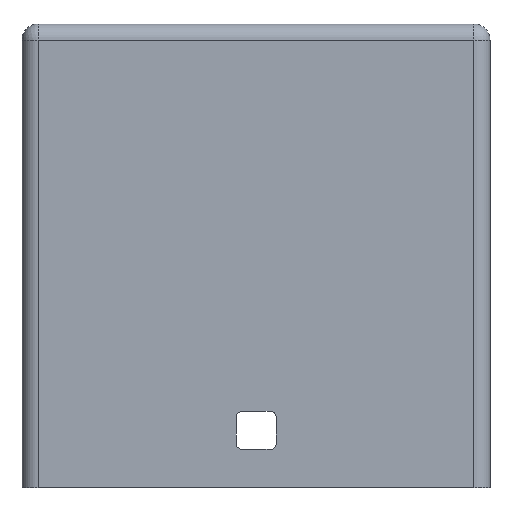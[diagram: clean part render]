
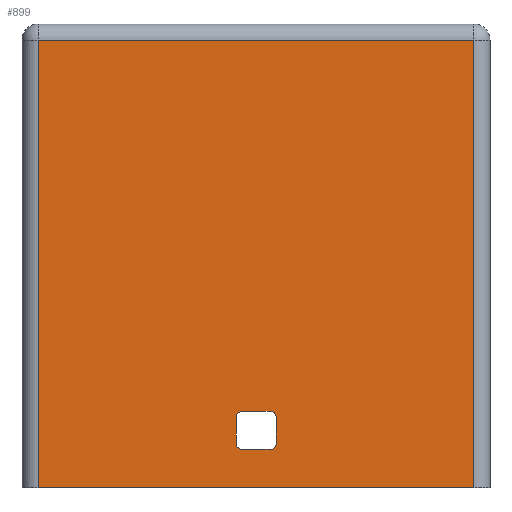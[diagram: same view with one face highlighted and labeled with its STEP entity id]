
A CAD part, left-side view. The second image highlights one B-rep face of the part: STEP entity #899.
In plain terms, the highlighted planar face has unit normal (-1, 0, 0).
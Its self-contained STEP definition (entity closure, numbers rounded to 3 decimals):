
#22=FACE_BOUND('',#169,.T.);
#51=CIRCLE('',#937,1.5);
#53=CIRCLE('',#941,1.5);
#55=CIRCLE('',#945,1.5);
#57=CIRCLE('',#949,1.5);
#117=FACE_OUTER_BOUND('',#168,.T.);
#168=EDGE_LOOP('',(#745,#746,#747,#748));
#169=EDGE_LOOP('',(#749,#750,#751,#752,#753,#754,#755,#756));
#212=LINE('',#1339,#302);
#216=LINE('',#1351,#306);
#219=LINE('',#1362,#309);
#222=LINE('',#1371,#312);
#260=LINE('',#1538,#350);
#261=LINE('',#1542,#351);
#262=LINE('',#1548,#352);
#264=LINE('',#1553,#354);
#302=VECTOR('',#1062,10.);
#306=VECTOR('',#1074,10.);
#309=VECTOR('',#1085,10.);
#312=VECTOR('',#1096,10.);
#350=VECTOR('',#1206,10.);
#351=VECTOR('',#1211,10.);
#352=VECTOR('',#1220,10.);
#354=VECTOR('',#1226,10.);
#387=VERTEX_POINT('',#1329);
#388=VERTEX_POINT('',#1331);
#390=VERTEX_POINT('',#1337);
#392=VERTEX_POINT('',#1343);
#394=VERTEX_POINT('',#1349);
#397=VERTEX_POINT('',#1356);
#398=VERTEX_POINT('',#1358);
#400=VERTEX_POINT('',#1367);
#440=VERTEX_POINT('',#1535);
#441=VERTEX_POINT('',#1537);
#442=VERTEX_POINT('',#1541);
#443=VERTEX_POINT('',#1547);
#473=EDGE_CURVE('',#387,#388,#51,.T.);
#477=EDGE_CURVE('',#387,#390,#212,.T.);
#480=EDGE_CURVE('',#392,#390,#53,.T.);
#483=EDGE_CURVE('',#392,#394,#216,.T.);
#486=EDGE_CURVE('',#397,#398,#55,.T.);
#488=EDGE_CURVE('',#397,#388,#219,.T.);
#492=EDGE_CURVE('',#400,#394,#57,.T.);
#493=EDGE_CURVE('',#400,#398,#222,.T.);
#553=EDGE_CURVE('',#441,#440,#260,.T.);
#555=EDGE_CURVE('',#441,#442,#261,.T.);
#558=EDGE_CURVE('',#442,#443,#262,.T.);
#561=EDGE_CURVE('',#443,#440,#264,.T.);
#745=ORIENTED_EDGE('',*,*,#555,.F.);
#746=ORIENTED_EDGE('',*,*,#553,.T.);
#747=ORIENTED_EDGE('',*,*,#561,.F.);
#748=ORIENTED_EDGE('',*,*,#558,.F.);
#749=ORIENTED_EDGE('',*,*,#483,.T.);
#750=ORIENTED_EDGE('',*,*,#492,.F.);
#751=ORIENTED_EDGE('',*,*,#493,.T.);
#752=ORIENTED_EDGE('',*,*,#486,.F.);
#753=ORIENTED_EDGE('',*,*,#488,.T.);
#754=ORIENTED_EDGE('',*,*,#473,.F.);
#755=ORIENTED_EDGE('',*,*,#477,.T.);
#756=ORIENTED_EDGE('',*,*,#480,.F.);
#855=PLANE('',#994);
#899=ADVANCED_FACE('',(#117,#22),#855,.F.);
#937=AXIS2_PLACEMENT_3D('',#1332,#1055,#1056);
#941=AXIS2_PLACEMENT_3D('',#1345,#1068,#1069);
#945=AXIS2_PLACEMENT_3D('',#1359,#1080,#1081);
#949=AXIS2_PLACEMENT_3D('',#1369,#1092,#1093);
#994=AXIS2_PLACEMENT_3D('',#1552,#1224,#1225);
#1055=DIRECTION('center_axis',(-1.,0.,0.));
#1056=DIRECTION('ref_axis',(0.,-0.707,-0.707));
#1062=DIRECTION('',(0.,1.,0.));
#1068=DIRECTION('center_axis',(-1.,0.,0.));
#1069=DIRECTION('ref_axis',(0.,0.707,-0.707));
#1074=DIRECTION('',(0.,0.,1.));
#1080=DIRECTION('center_axis',(-1.,0.,0.));
#1081=DIRECTION('ref_axis',(0.,-0.707,0.707));
#1085=DIRECTION('',(0.,0.,-1.));
#1092=DIRECTION('center_axis',(-1.,0.,0.));
#1093=DIRECTION('ref_axis',(0.,0.707,0.707));
#1096=DIRECTION('',(0.,-1.,0.));
#1206=DIRECTION('',(0.,-1.,0.));
#1211=DIRECTION('',(0.,0.,1.));
#1220=DIRECTION('',(0.,-1.,0.));
#1224=DIRECTION('center_axis',(1.,0.,0.));
#1225=DIRECTION('ref_axis',(0.,1.,0.));
#1226=DIRECTION('',(0.,0.,-1.));
#1329=CARTESIAN_POINT('',(0.,-3.5,-49.435));
#1331=CARTESIAN_POINT('',(0.,-5.,-47.935));
#1332=CARTESIAN_POINT('Origin',(0.,-3.5,-47.935));
#1337=CARTESIAN_POINT('',(0.,3.429,-49.435));
#1339=CARTESIAN_POINT('',(0.,2.465,-49.435));
#1343=CARTESIAN_POINT('',(0.,4.929,-47.935));
#1345=CARTESIAN_POINT('Origin',(0.,3.429,-47.935));
#1349=CARTESIAN_POINT('',(0.,4.929,-41.5));
#1351=CARTESIAN_POINT('',(0.,4.929,-20.));
#1356=CARTESIAN_POINT('',(0.,-5.,-41.5));
#1358=CARTESIAN_POINT('',(0.,-3.5,-40.));
#1359=CARTESIAN_POINT('Origin',(0.,-3.5,-41.5));
#1362=CARTESIAN_POINT('',(0.,-5.,-24.718));
#1367=CARTESIAN_POINT('',(0.,3.429,-40.));
#1369=CARTESIAN_POINT('Origin',(0.,3.429,-41.5));
#1371=CARTESIAN_POINT('',(0.,-2.5,-40.));
#1535=CARTESIAN_POINT('',(0.,-54.,-59.));
#1537=CARTESIAN_POINT('',(0.,54.,-59.));
#1538=CARTESIAN_POINT('',(0.,-56.,-59.));
#1541=CARTESIAN_POINT('',(0.,54.,52.));
#1542=CARTESIAN_POINT('',(0.,54.,-28.));
#1547=CARTESIAN_POINT('',(0.,-54.,52.));
#1548=CARTESIAN_POINT('',(0.,28.,52.));
#1552=CARTESIAN_POINT('Origin',(0.,0.,0.));
#1553=CARTESIAN_POINT('',(0.,-54.,28.));
